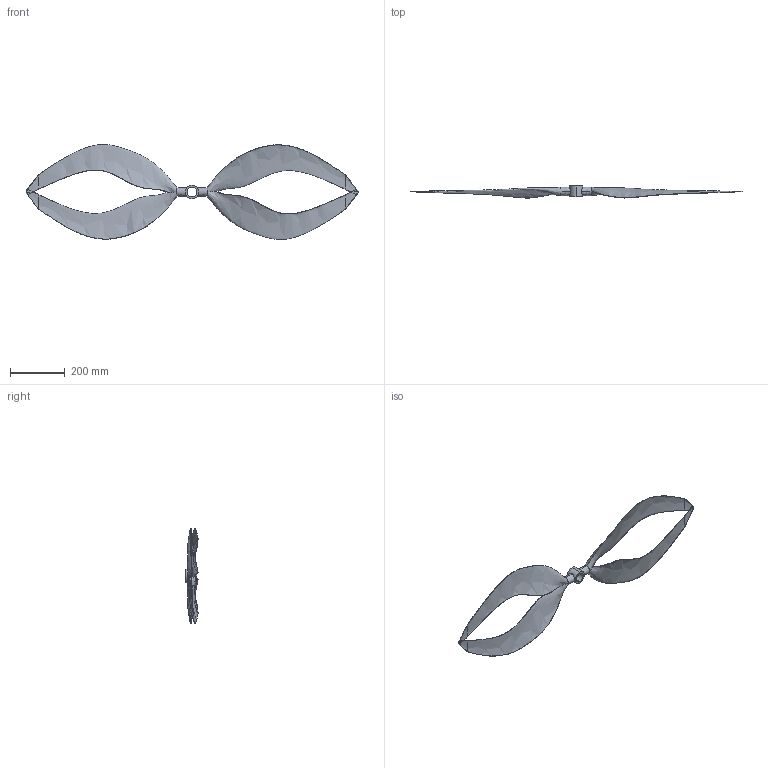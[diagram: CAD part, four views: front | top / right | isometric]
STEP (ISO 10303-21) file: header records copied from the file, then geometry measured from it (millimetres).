
FILE_DESCRIPTION (( 'STEP AP203' ), '1' );
FILE_NAME ('Ingenuity Blade - Twisted - Toroidal - 22.5 DEG - 2 BLADE - modified.STEP', '2025-03-10T14:54:54', ( '' ), ( '' ), 'SwSTEP 2.0', 'SolidWorks 2023', '' );
FILE_SCHEMA (( 'CONFIG_CONTROL_DESIGN' ));
Length unit declared in the file: metre
Products named in the file (1): Ingenuity Blade - Twisted - Toroidal - 22.5 DEG - 2 BLADE - modified
Bounding box: 1210 x 43.96 x 346.13 mm (x, y, z)
Volume: 1031698.3 mm3; surface area: 406671.7 mm2
Topology: 2 solids, 2 shells, 40 faces, 104 edges, 66 vertices
Faces by surface type: bspline 26, cylinder 8, plane 6
Entity records: 11541 total; most frequent: CARTESIAN_POINT 10659, ORIENTED_EDGE 208, EDGE_CURVE 104, DIRECTION 90, VERTEX_POINT 66, B_SPLINE_CURVE_WITH_KNOTS 64, EDGE_LOOP 46, ADVANCED_FACE 40
